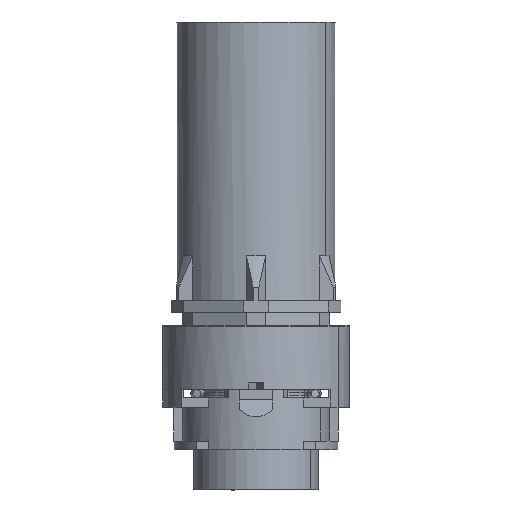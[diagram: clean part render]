
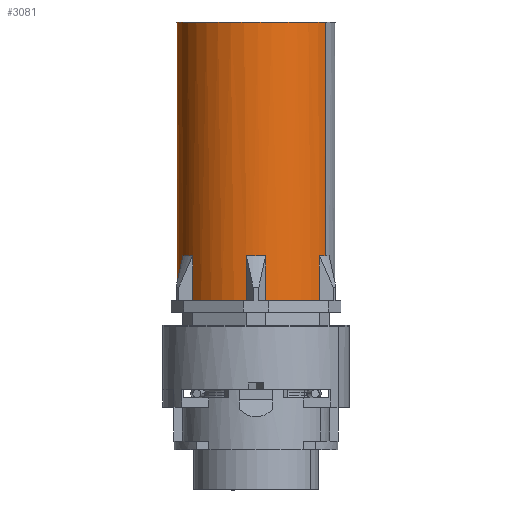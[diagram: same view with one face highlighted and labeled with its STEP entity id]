
A CAD part, left-side view. The second image highlights one B-rep face of the part: STEP entity #3081.
In plain terms, the highlighted cylindrical face has radius 14 mm (diameter 28 mm), a partial arc.
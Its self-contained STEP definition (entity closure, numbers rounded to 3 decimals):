
#2674=AXIS2_PLACEMENT_3D('Circle Axis2P3D',#2672,#2673,$) ;
#2791=AXIS2_PLACEMENT_3D('Circle Axis2P3D',#2789,#2790,$) ;
#2833=AXIS2_PLACEMENT_3D('Circle Axis2P3D',#2831,#2832,$) ;
#2889=AXIS2_PLACEMENT_3D('Circle Axis2P3D',#2887,#2888,$) ;
#2904=AXIS2_PLACEMENT_3D('Cylinder Axis2P3D',#2901,#2902,#2903) ;
#3003=AXIS2_PLACEMENT_3D('Circle Axis2P3D',#3001,#3002,$) ;
#3022=AXIS2_PLACEMENT_3D('Circle Axis2P3D',#3020,#3021,$) ;
#3041=AXIS2_PLACEMENT_3D('Circle Axis2P3D',#3039,#3040,$) ;
#3060=AXIS2_PLACEMENT_3D('Circle Axis2P3D',#3058,#3059,$) ;
#2667=CARTESIAN_POINT('Vertex',(11.039,29.391,33.4)) ;
#2672=CARTESIAN_POINT('Axis2P3D Location',(16.5,16.5,33.4)) ;
#2676=CARTESIAN_POINT('Vertex',(21.961,29.391,33.4)) ;
#2789=CARTESIAN_POINT('Axis2P3D Location',(16.5,16.5,33.4)) ;
#2793=CARTESIAN_POINT('Vertex',(8.067,5.325,33.4)) ;
#2795=CARTESIAN_POINT('Vertex',(2.606,14.784,33.4)) ;
#2831=CARTESIAN_POINT('Axis2P3D Location',(16.5,16.5,33.4)) ;
#2835=CARTESIAN_POINT('Vertex',(2.606,18.216,33.4)) ;
#2837=CARTESIAN_POINT('Vertex',(8.067,27.675,33.4)) ;
#2882=CARTESIAN_POINT('Vertex',(23.212,28.786,82.6)) ;
#2884=CARTESIAN_POINT('Vertex',(9.788,4.214,82.6)) ;
#2887=CARTESIAN_POINT('Axis2P3D Location',(16.5,16.5,82.6)) ;
#2901=CARTESIAN_POINT('Axis2P3D Location',(16.5,16.5,51.35)) ;
#2912=CARTESIAN_POINT('Vertex',(9.788,4.214,41.339)) ;
#2969=CARTESIAN_POINT('Vertex',(23.212,28.786,41.339)) ;
#2972=CARTESIAN_POINT('Line Origine',(23.212,28.786,57.)) ;
#2977=CARTESIAN_POINT('Line Origine',(9.788,4.214,57.)) ;
#3001=CARTESIAN_POINT('Axis2P3D Location',(16.5,16.5,41.339)) ;
#3005=CARTESIAN_POINT('Vertex',(21.961,29.391,41.339)) ;
#3008=CARTESIAN_POINT('Line Origine',(21.961,29.391,57.)) ;
#3013=CARTESIAN_POINT('Line Origine',(11.039,29.391,57.)) ;
#3017=CARTESIAN_POINT('Vertex',(11.039,29.391,41.339)) ;
#3020=CARTESIAN_POINT('Axis2P3D Location',(16.5,16.5,41.339)) ;
#3024=CARTESIAN_POINT('Vertex',(8.067,27.675,41.339)) ;
#3027=CARTESIAN_POINT('Line Origine',(8.067,27.675,57.)) ;
#3032=CARTESIAN_POINT('Line Origine',(2.606,18.216,57.)) ;
#3036=CARTESIAN_POINT('Vertex',(2.606,18.216,41.339)) ;
#3039=CARTESIAN_POINT('Axis2P3D Location',(16.5,16.5,41.339)) ;
#3043=CARTESIAN_POINT('Vertex',(2.606,14.784,41.339)) ;
#3046=CARTESIAN_POINT('Line Origine',(2.606,14.784,57.)) ;
#3051=CARTESIAN_POINT('Line Origine',(8.067,5.325,57.)) ;
#3055=CARTESIAN_POINT('Vertex',(8.067,5.325,41.339)) ;
#3058=CARTESIAN_POINT('Axis2P3D Location',(16.5,16.5,41.339)) ;
#2673=DIRECTION('Axis2P3D Direction',(0.,0.,-1.)) ;
#2790=DIRECTION('Axis2P3D Direction',(0.,0.,-1.)) ;
#2832=DIRECTION('Axis2P3D Direction',(0.,0.,-1.)) ;
#2888=DIRECTION('Axis2P3D Direction',(0.,0.,-1.)) ;
#2902=DIRECTION('Axis2P3D Direction',(0.,0.,-1.)) ;
#2903=DIRECTION('Axis2P3D XDirection',(0.479,0.878,0.)) ;
#2973=DIRECTION('Vector Direction',(0.,0.,-1.)) ;
#2978=DIRECTION('Vector Direction',(0.,0.,-1.)) ;
#3002=DIRECTION('Axis2P3D Direction',(0.,0.,-1.)) ;
#3009=DIRECTION('Vector Direction',(0.,0.,-1.)) ;
#3014=DIRECTION('Vector Direction',(0.,0.,-1.)) ;
#3021=DIRECTION('Axis2P3D Direction',(0.,0.,-1.)) ;
#3028=DIRECTION('Vector Direction',(0.,0.,-1.)) ;
#3033=DIRECTION('Vector Direction',(0.,0.,-1.)) ;
#3040=DIRECTION('Axis2P3D Direction',(0.,0.,-1.)) ;
#3047=DIRECTION('Vector Direction',(0.,0.,-1.)) ;
#3052=DIRECTION('Vector Direction',(0.,0.,-1.)) ;
#3059=DIRECTION('Axis2P3D Direction',(0.,0.,-1.)) ;
#2974=VECTOR('Line Direction',#2973,1.) ;
#2979=VECTOR('Line Direction',#2978,1.) ;
#3010=VECTOR('Line Direction',#3009,1.) ;
#3015=VECTOR('Line Direction',#3014,1.) ;
#3029=VECTOR('Line Direction',#3028,1.) ;
#3034=VECTOR('Line Direction',#3033,1.) ;
#3048=VECTOR('Line Direction',#3047,1.) ;
#3053=VECTOR('Line Direction',#3052,1.) ;
#3064=ORIENTED_EDGE('',*,*,#3007,.F.) ;
#3065=ORIENTED_EDGE('',*,*,#3012,.F.) ;
#3066=ORIENTED_EDGE('',*,*,#2678,.F.) ;
#3067=ORIENTED_EDGE('',*,*,#3019,.T.) ;
#3068=ORIENTED_EDGE('',*,*,#3026,.F.) ;
#3069=ORIENTED_EDGE('',*,*,#3031,.F.) ;
#3070=ORIENTED_EDGE('',*,*,#2839,.F.) ;
#3071=ORIENTED_EDGE('',*,*,#3038,.T.) ;
#3072=ORIENTED_EDGE('',*,*,#3045,.F.) ;
#3073=ORIENTED_EDGE('',*,*,#3050,.F.) ;
#3074=ORIENTED_EDGE('',*,*,#2797,.F.) ;
#3075=ORIENTED_EDGE('',*,*,#3057,.T.) ;
#3076=ORIENTED_EDGE('',*,*,#3062,.T.) ;
#3077=ORIENTED_EDGE('',*,*,#2981,.T.) ;
#3078=ORIENTED_EDGE('',*,*,#2891,.T.) ;
#3079=ORIENTED_EDGE('',*,*,#2976,.F.) ;
#3081=ADVANCED_FACE('Hauptk\X2\00F6\X0\rper',(#3080),#2905,.T.) ;
#2675=CIRCLE('generated circle',#2674,14.) ;
#2792=CIRCLE('generated circle',#2791,14.) ;
#2834=CIRCLE('generated circle',#2833,14.) ;
#2890=CIRCLE('generated circle',#2889,14.) ;
#3004=CIRCLE('generated circle',#3003,14.) ;
#3023=CIRCLE('generated circle',#3022,14.) ;
#3042=CIRCLE('generated circle',#3041,14.) ;
#3061=CIRCLE('generated circle',#3060,14.) ;
#2905=CYLINDRICAL_SURFACE('generated cylinder',#2904,14.) ;
#2678=EDGE_CURVE('',#2668,#2677,#2675,.T.) ;
#2797=EDGE_CURVE('',#2794,#2796,#2792,.T.) ;
#2839=EDGE_CURVE('',#2836,#2838,#2834,.T.) ;
#2891=EDGE_CURVE('',#2885,#2883,#2890,.T.) ;
#2976=EDGE_CURVE('',#2970,#2883,#2975,.F.) ;
#2981=EDGE_CURVE('',#2913,#2885,#2980,.F.) ;
#3007=EDGE_CURVE('',#3006,#2970,#3004,.T.) ;
#3012=EDGE_CURVE('',#2677,#3006,#3011,.F.) ;
#3019=EDGE_CURVE('',#2668,#3018,#3016,.F.) ;
#3026=EDGE_CURVE('',#3025,#3018,#3023,.T.) ;
#3031=EDGE_CURVE('',#2838,#3025,#3030,.F.) ;
#3038=EDGE_CURVE('',#2836,#3037,#3035,.F.) ;
#3045=EDGE_CURVE('',#3044,#3037,#3042,.T.) ;
#3050=EDGE_CURVE('',#2796,#3044,#3049,.F.) ;
#3057=EDGE_CURVE('',#2794,#3056,#3054,.F.) ;
#3062=EDGE_CURVE('',#3056,#2913,#3061,.F.) ;
#3063=EDGE_LOOP('',(#3064,#3065,#3066,#3067,#3068,#3069,#3070,#3071,#3072,#3073,#3074,#3075,#3076,#3077,#3078,#3079)) ;
#3080=FACE_OUTER_BOUND('',#3063,.T.) ;
#2975=LINE('Line',#2972,#2974) ;
#2980=LINE('Line',#2977,#2979) ;
#3011=LINE('Line',#3008,#3010) ;
#3016=LINE('Line',#3013,#3015) ;
#3030=LINE('Line',#3027,#3029) ;
#3035=LINE('Line',#3032,#3034) ;
#3049=LINE('Line',#3046,#3048) ;
#3054=LINE('Line',#3051,#3053) ;
#2668=VERTEX_POINT('',#2667) ;
#2677=VERTEX_POINT('',#2676) ;
#2794=VERTEX_POINT('',#2793) ;
#2796=VERTEX_POINT('',#2795) ;
#2836=VERTEX_POINT('',#2835) ;
#2838=VERTEX_POINT('',#2837) ;
#2883=VERTEX_POINT('',#2882) ;
#2885=VERTEX_POINT('',#2884) ;
#2913=VERTEX_POINT('',#2912) ;
#2970=VERTEX_POINT('',#2969) ;
#3006=VERTEX_POINT('',#3005) ;
#3018=VERTEX_POINT('',#3017) ;
#3025=VERTEX_POINT('',#3024) ;
#3037=VERTEX_POINT('',#3036) ;
#3044=VERTEX_POINT('',#3043) ;
#3056=VERTEX_POINT('',#3055) ;
